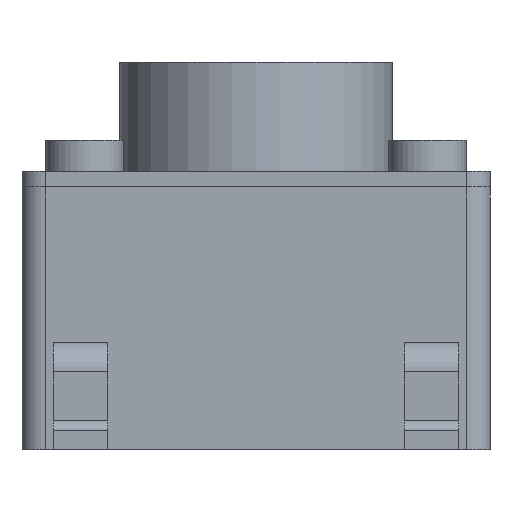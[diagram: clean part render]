
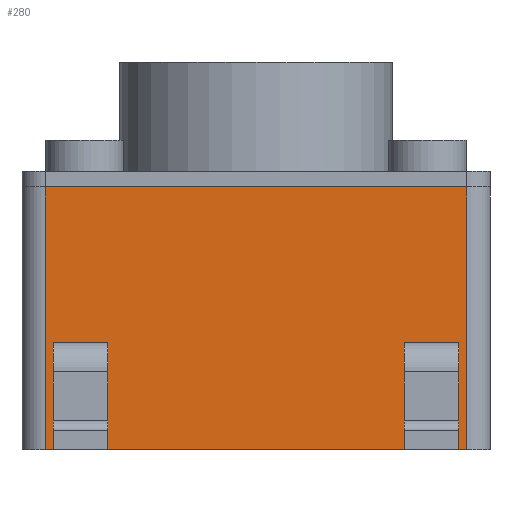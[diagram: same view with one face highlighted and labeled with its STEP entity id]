
A CAD part, front view. The second image highlights one B-rep face of the part: STEP entity #280.
In plain terms, the highlighted planar face has unit normal (0, -1, 0).
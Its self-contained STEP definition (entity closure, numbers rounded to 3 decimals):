
#242 = EDGE_CURVE('',#243,#245,#247,.T.);
#243 = VERTEX_POINT('',#244);
#244 = CARTESIAN_POINT('',(-2.7,-3.,3.38));
#245 = VERTEX_POINT('',#246);
#246 = CARTESIAN_POINT('',(-2.7,-3.,0.01));
#247 = LINE('',#248,#249);
#248 = CARTESIAN_POINT('',(-2.7,-3.,3.58));
#249 = VECTOR('',#250,1.);
#250 = DIRECTION('',(0.,0.,-1.));
#280 = ADVANCED_FACE('',(#281,#315,#349),#374,.F.);
#281 = FACE_BOUND('',#282,.T.);
#282 = EDGE_LOOP('',(#283,#293,#301,#309));
#283 = ORIENTED_EDGE('',*,*,#284,.F.);
#284 = EDGE_CURVE('',#285,#287,#289,.T.);
#285 = VERTEX_POINT('',#286);
#286 = CARTESIAN_POINT('',(-1.9,-3.,1.385));
#287 = VERTEX_POINT('',#288);
#288 = CARTESIAN_POINT('',(-2.6,-3.,1.385));
#289 = LINE('',#290,#291);
#290 = CARTESIAN_POINT('',(-1.9,-3.,1.385));
#291 = VECTOR('',#292,1.);
#292 = DIRECTION('',(-1.,0.,0.));
#293 = ORIENTED_EDGE('',*,*,#294,.F.);
#294 = EDGE_CURVE('',#295,#285,#297,.T.);
#295 = VERTEX_POINT('',#296);
#296 = CARTESIAN_POINT('',(-1.9,-3.,1.135));
#297 = LINE('',#298,#299);
#298 = CARTESIAN_POINT('',(-1.9,-3.,1.135));
#299 = VECTOR('',#300,1.);
#300 = DIRECTION('',(0.,0.,1.));
#301 = ORIENTED_EDGE('',*,*,#302,.T.);
#302 = EDGE_CURVE('',#295,#303,#305,.T.);
#303 = VERTEX_POINT('',#304);
#304 = CARTESIAN_POINT('',(-2.6,-3.,1.135));
#305 = LINE('',#306,#307);
#306 = CARTESIAN_POINT('',(-1.9,-3.,1.135));
#307 = VECTOR('',#308,1.);
#308 = DIRECTION('',(-1.,0.,0.));
#309 = ORIENTED_EDGE('',*,*,#310,.T.);
#310 = EDGE_CURVE('',#303,#287,#311,.T.);
#311 = LINE('',#312,#313);
#312 = CARTESIAN_POINT('',(-2.6,-3.,1.135));
#313 = VECTOR('',#314,1.);
#314 = DIRECTION('',(0.,0.,1.));
#315 = FACE_BOUND('',#316,.T.);
#316 = EDGE_LOOP('',(#317,#327,#335,#343));
#317 = ORIENTED_EDGE('',*,*,#318,.F.);
#318 = EDGE_CURVE('',#319,#321,#323,.T.);
#319 = VERTEX_POINT('',#320);
#320 = CARTESIAN_POINT('',(1.9,-3.,1.135));
#321 = VERTEX_POINT('',#322);
#322 = CARTESIAN_POINT('',(2.6,-3.,1.135));
#323 = LINE('',#324,#325);
#324 = CARTESIAN_POINT('',(1.9,-3.,1.135));
#325 = VECTOR('',#326,1.);
#326 = DIRECTION('',(1.,0.,0.));
#327 = ORIENTED_EDGE('',*,*,#328,.T.);
#328 = EDGE_CURVE('',#319,#329,#331,.T.);
#329 = VERTEX_POINT('',#330);
#330 = CARTESIAN_POINT('',(1.9,-3.,1.385));
#331 = LINE('',#332,#333);
#332 = CARTESIAN_POINT('',(1.9,-3.,1.135));
#333 = VECTOR('',#334,1.);
#334 = DIRECTION('',(0.,0.,1.));
#335 = ORIENTED_EDGE('',*,*,#336,.T.);
#336 = EDGE_CURVE('',#329,#337,#339,.T.);
#337 = VERTEX_POINT('',#338);
#338 = CARTESIAN_POINT('',(2.6,-3.,1.385));
#339 = LINE('',#340,#341);
#340 = CARTESIAN_POINT('',(1.9,-3.,1.385));
#341 = VECTOR('',#342,1.);
#342 = DIRECTION('',(1.,0.,0.));
#343 = ORIENTED_EDGE('',*,*,#344,.F.);
#344 = EDGE_CURVE('',#321,#337,#345,.T.);
#345 = LINE('',#346,#347);
#346 = CARTESIAN_POINT('',(2.6,-3.,1.135));
#347 = VECTOR('',#348,1.);
#348 = DIRECTION('',(0.,0.,1.));
#349 = FACE_BOUND('',#350,.T.);
#350 = EDGE_LOOP('',(#351,#359,#360,#368));
#351 = ORIENTED_EDGE('',*,*,#352,.F.);
#352 = EDGE_CURVE('',#243,#353,#355,.T.);
#353 = VERTEX_POINT('',#354);
#354 = CARTESIAN_POINT('',(2.7,-3.,3.38));
#355 = LINE('',#356,#357);
#356 = CARTESIAN_POINT('',(3.,-3.,3.38));
#357 = VECTOR('',#358,1.);
#358 = DIRECTION('',(1.,0.,0.));
#359 = ORIENTED_EDGE('',*,*,#242,.T.);
#360 = ORIENTED_EDGE('',*,*,#361,.T.);
#361 = EDGE_CURVE('',#245,#362,#364,.T.);
#362 = VERTEX_POINT('',#363);
#363 = CARTESIAN_POINT('',(2.7,-3.,0.01));
#364 = LINE('',#365,#366);
#365 = CARTESIAN_POINT('',(3.,-3.,0.01));
#366 = VECTOR('',#367,1.);
#367 = DIRECTION('',(1.,0.,0.));
#368 = ORIENTED_EDGE('',*,*,#369,.T.);
#369 = EDGE_CURVE('',#362,#353,#370,.T.);
#370 = LINE('',#371,#372);
#371 = CARTESIAN_POINT('',(2.7,-3.,3.58));
#372 = VECTOR('',#373,1.);
#373 = DIRECTION('',(0.,0.,1.));
#374 = PLANE('',#375);
#375 = AXIS2_PLACEMENT_3D('',#376,#377,#378);
#376 = CARTESIAN_POINT('',(3.,-3.,3.58));
#377 = DIRECTION('',(0.,1.,0.));
#378 = DIRECTION('',(-1.,0.,0.));
